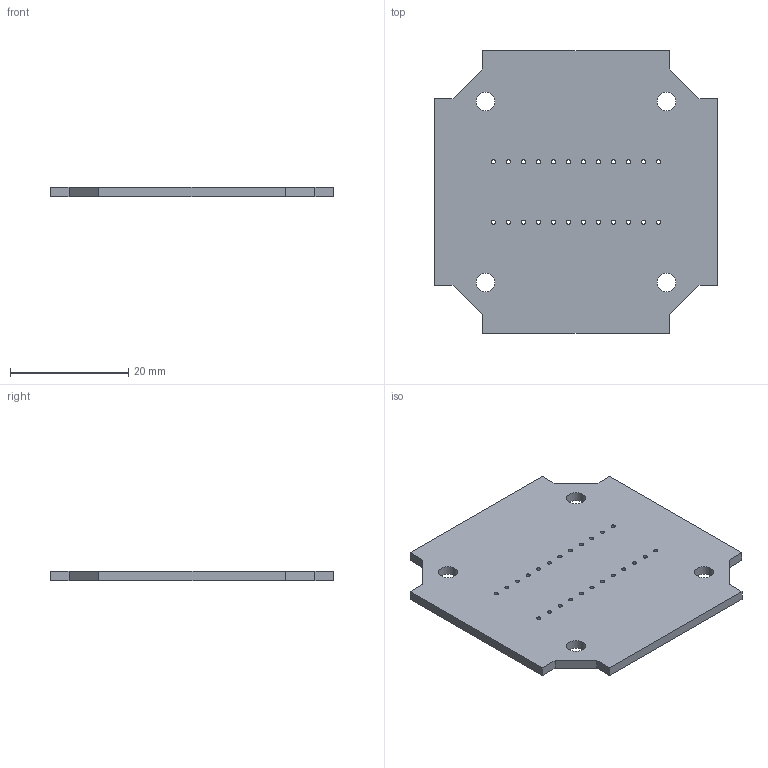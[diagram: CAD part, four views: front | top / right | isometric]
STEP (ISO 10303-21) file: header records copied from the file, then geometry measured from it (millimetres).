
FILE_DESCRIPTION(('KiCad electronic assembly'),'2;1');
FILE_NAME('qf-spectrum.step','2022-04-21T10:20:52',('Pcbnew'),('Kicad'), 'Open CASCADE STEP processor 7.6','KiCad to STEP converter','Unknown' );
FILE_SCHEMA(('AUTOMOTIVE_DESIGN { 1 0 10303 214 1 1 1 1 }'));
Length unit declared in the file: millimetre
Products named in the file (2): qf-spectrum 1; qf-spectrum PCB
Assembly tree (1 placements, depth 2):
  qf-spectrum 1
    qf-spectrum PCB
Bounding box: 47.8 x 47.8 x 1.6 mm (x, y, z)
Volume: 3249.6 mm3; surface area: 4497.9 mm2
Topology: 1 solids, 1 shells, 46 faces, 132 edges, 88 vertices
Faces by surface type: cylinder 28, plane 18
Full cylindrical faces by diameter (mm): 0.7 x24, 3.2 x4
Entity records: 3575 total; most frequent: CARTESIAN_POINT 868, DIRECTION 492, LINE 284, VECTOR 284, ORIENTED_EDGE 264, PCURVE 264, DEFINITIONAL_REPRESENTATION 264, EDGE_CURVE 132
